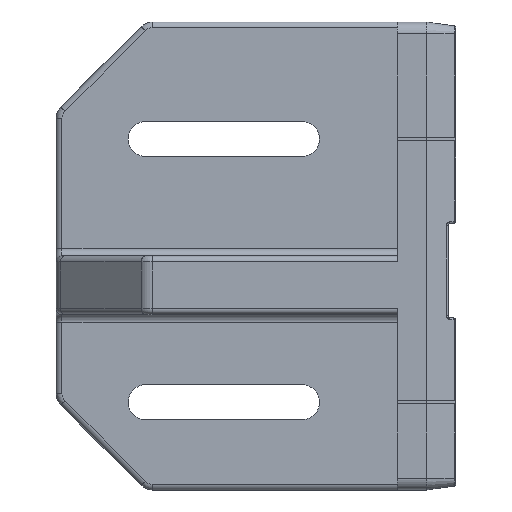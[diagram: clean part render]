
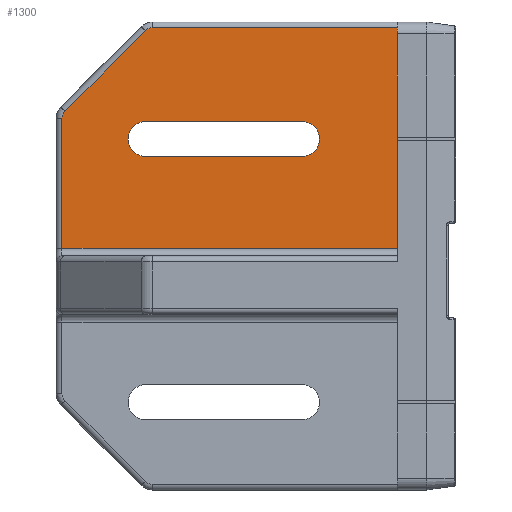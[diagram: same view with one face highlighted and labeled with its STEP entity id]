
A CAD part, left-side view. The second image highlights one B-rep face of the part: STEP entity #1300.
In plain terms, the highlighted planar face has unit normal (-1, 0, 0).
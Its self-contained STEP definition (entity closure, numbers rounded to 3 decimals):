
#1300=ADVANCED_FACE('NONE',(#3470,#3471),#3472,.F.);
#3470=FACE_OUTER_BOUND('',#6623,.T.);
#3471=FACE_BOUND('',#6624,.T.);
#3472=PLANE('',#6625);
#6623=EDGE_LOOP('',(#13503,#13504,#13505,#13506,#13507,#13508,#13509));
#6624=EDGE_LOOP('',(#13510,#13511,#13512,#13513));
#6625=AXIS2_PLACEMENT_3D('',#13514,#13515,#13516);
#13503=ORIENTED_EDGE('',*,*,#21100,.T.);
#13504=ORIENTED_EDGE('',*,*,#21253,.T.);
#13505=ORIENTED_EDGE('',*,*,#21254,.T.);
#13506=ORIENTED_EDGE('',*,*,#21255,.T.);
#13507=ORIENTED_EDGE('',*,*,#21256,.T.);
#13508=ORIENTED_EDGE('',*,*,#21257,.T.);
#13509=ORIENTED_EDGE('',*,*,#21258,.T.);
#13510=ORIENTED_EDGE('',*,*,#21259,.T.);
#13511=ORIENTED_EDGE('',*,*,#21260,.T.);
#13512=ORIENTED_EDGE('',*,*,#21261,.T.);
#13513=ORIENTED_EDGE('',*,*,#21262,.T.);
#13514=CARTESIAN_POINT('',(0.,95.0,0.));
#13515=DIRECTION('',(1.0,0.0,0.));
#13516=DIRECTION('',(0.0,1.0,0.0));
#21100=EDGE_CURVE('NONE',#24799,#24797,#24800,.T.);
#21253=EDGE_CURVE('NONE',#24797,#25056,#25057,.T.);
#21254=EDGE_CURVE('NONE',#25056,#25058,#25059,.T.);
#21255=EDGE_CURVE('NONE',#25058,#25060,#25061,.T.);
#21256=EDGE_CURVE('NONE',#25060,#25062,#25063,.T.);
#21257=EDGE_CURVE('NONE',#25062,#25064,#25065,.T.);
#21258=EDGE_CURVE('NONE',#25064,#24799,#25066,.T.);
#21259=EDGE_CURVE('NONE',#25067,#25068,#25069,.T.);
#21260=EDGE_CURVE('NONE',#25068,#25070,#25071,.T.);
#21261=EDGE_CURVE('NONE',#25070,#25072,#25073,.T.);
#21262=EDGE_CURVE('NONE',#25072,#25067,#25074,.T.);
#24797=VERTEX_POINT('NONE',#30045);
#24799=VERTEX_POINT('NONE',#30047);
#24800=LINE('',#30048,#30049);
#25056=VERTEX_POINT('NONE',#30458);
#25057=LINE('',#30459,#30460);
#25058=VERTEX_POINT('NONE',#30461);
#25059=CIRCLE('',#30462,2.5);
#25060=VERTEX_POINT('NONE',#30463);
#25061=LINE('',#30464,#30465);
#25062=VERTEX_POINT('NONE',#30466);
#25063=CIRCLE('',#30467,2.5);
#25064=VERTEX_POINT('NONE',#30468);
#25065=LINE('',#30469,#30470);
#25066=LINE('',#30471,#30472);
#25067=VERTEX_POINT('NONE',#30473);
#25068=VERTEX_POINT('NONE',#30474);
#25069=CIRCLE('',#30475,4.5);
#25070=VERTEX_POINT('NONE',#30476);
#25071=LINE('',#30477,#30478);
#25072=VERTEX_POINT('NONE',#30479);
#25073=CIRCLE('',#30480,4.5);
#25074=LINE('',#30481,#30482);
#30045=CARTESIAN_POINT('',(0.,7.5,58.5));
#30047=CARTESIAN_POINT('',(0.,7.5,2.0));
#30048=CARTESIAN_POINT('',(0.,7.5,57.0));
#30049=VECTOR('',#37668,1000.0);
#30458=CARTESIAN_POINT('',(0.,70.343,58.5));
#30459=CARTESIAN_POINT('',(0.,95.0,58.5));
#30460=VECTOR('',#37861,1000.0);
#30461=CARTESIAN_POINT('',(0.,72.111,57.768));
#30462=AXIS2_PLACEMENT_3D('',#37862,#37863,#37864);
#30463=CARTESIAN_POINT('',(0.,92.768,37.111));
#30464=CARTESIAN_POINT('',(0.,92.768,37.111));
#30465=VECTOR('',#37865,1000.0);
#30466=CARTESIAN_POINT('',(0.,93.5,35.343));
#30467=AXIS2_PLACEMENT_3D('',#37866,#37867,#37868);
#30468=CARTESIAN_POINT('',(0.,93.5,2.0));
#30469=CARTESIAN_POINT('',(0.,93.5,2.0));
#30470=VECTOR('',#37869,1000.0);
#30471=CARTESIAN_POINT('',(0.,7.5,2.0));
#30472=VECTOR('',#37870,1000.0);
#30473=CARTESIAN_POINT('',(0.,72.0,25.5));
#30474=CARTESIAN_POINT('',(0.0,72.0,34.5));
#30475=AXIS2_PLACEMENT_3D('',#37871,#37872,#37873);
#30476=CARTESIAN_POINT('',(0.0,32.0,34.5));
#30477=CARTESIAN_POINT('',(0.0,72.0,34.5));
#30478=VECTOR('',#37874,1000.0);
#30479=CARTESIAN_POINT('',(0.0,32.0,25.5));
#30480=AXIS2_PLACEMENT_3D('',#37875,#37876,#37877);
#30481=CARTESIAN_POINT('',(0.0,72.0,25.5));
#30482=VECTOR('',#37878,1000.0);
#37668=DIRECTION('',(0.,0.0,1.0));
#37861=DIRECTION('',(-0.0,1.0,-0.0));
#37862=CARTESIAN_POINT('',(0.,70.343,56.0));
#37863=DIRECTION('',(-1.0,0.,0.));
#37864=DIRECTION('',(0.,0.,-1.0));
#37865=DIRECTION('',(0.,0.707,-0.707));
#37866=CARTESIAN_POINT('',(0.,91.0,35.343));
#37867=DIRECTION('',(-1.0,-0.0,0.));
#37868=DIRECTION('',(0.,0.0,-1.0));
#37869=DIRECTION('',(0.,-0.0,-1.0));
#37870=DIRECTION('',(0.0,-1.0,0.0));
#37871=CARTESIAN_POINT('',(0.0,72.0,30.0));
#37872=DIRECTION('',(1.0,0.0,0.0));
#37873=DIRECTION('',(0.0,0.0,-1.0));
#37874=DIRECTION('',(0.0,-1.0,0.));
#37875=CARTESIAN_POINT('',(0.0,32.0,30.0));
#37876=DIRECTION('',(1.0,0.0,0.0));
#37877=DIRECTION('',(0.0,0.0,-1.0));
#37878=DIRECTION('',(-0.0,1.0,0.));
